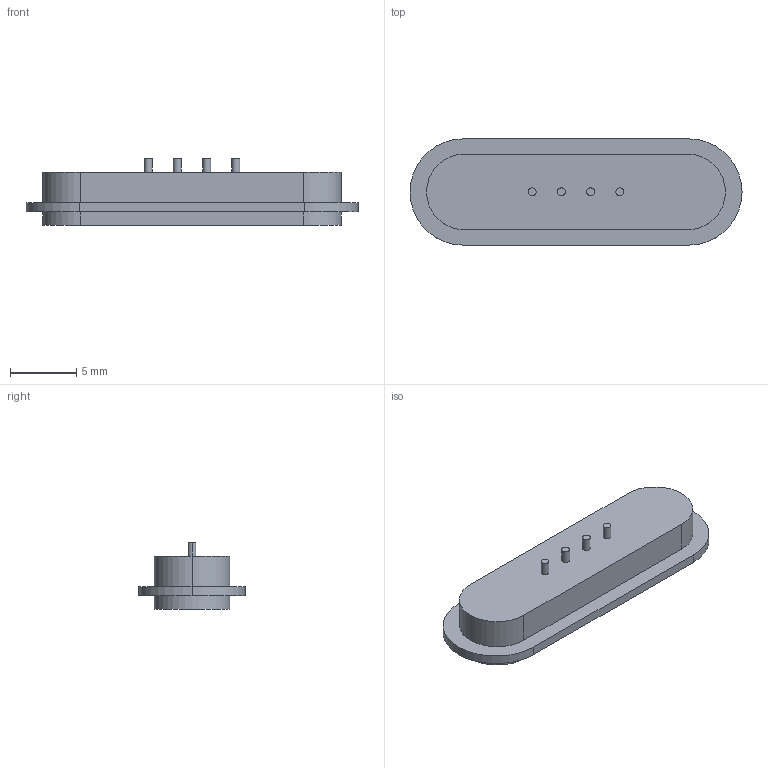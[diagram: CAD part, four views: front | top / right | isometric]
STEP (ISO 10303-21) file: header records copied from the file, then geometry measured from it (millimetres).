
FILE_DESCRIPTION (( 'STEP AP214' ), '1' );
FILE_NAME ('L_Type_Female_4Pin_Pogo_connector.STEP', '2023-08-23T22:24:24', ( '' ), ( '' ), 'SwSTEP 2.0', 'SolidWorks 2022', '' );
FILE_SCHEMA (( 'AUTOMOTIVE_DESIGN' ));
Length unit declared in the file: millimetre
Products named in the file (1): L_Type_Female_4Pin_Pogo_connector
Bounding box: 25 x 8 x 5 mm (x, y, z)
Volume: 529.2 mm3; surface area: 596.6 mm2
Topology: 1 solids, 1 shells, 49 faces, 105 edges, 70 vertices
Faces by surface type: cylinder 29, plane 20
Entity records: 1545 total; most frequent: DIRECTION 263, CARTESIAN_POINT 225, ORIENTED_EDGE 210, AXIS2_PLACEMENT_3D 108, EDGE_CURVE 105, VERTEX_POINT 70, EDGE_LOOP 61, CIRCLE 58
